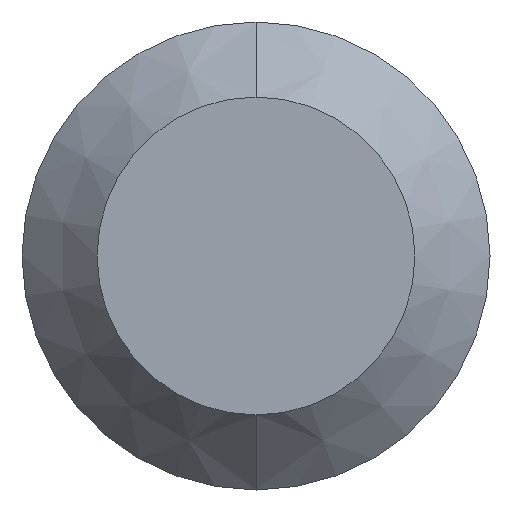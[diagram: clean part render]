
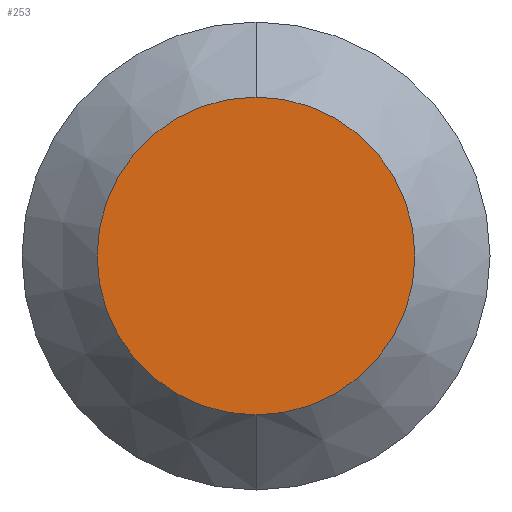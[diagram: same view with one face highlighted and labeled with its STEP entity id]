
A CAD part, front view. The second image highlights one B-rep face of the part: STEP entity #253.
In plain terms, the highlighted planar face has unit normal (0, -1, 0).
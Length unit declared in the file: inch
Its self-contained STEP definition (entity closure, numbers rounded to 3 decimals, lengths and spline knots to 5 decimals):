
#9 = CIRCLE ( 'NONE', #144, 0.04235 ) ;
#10 = ORIENTED_EDGE ( 'NONE', *, *, #190, .T. ) ;
#30 = CARTESIAN_POINT ( 'NONE',  ( 0., 0., 0. ) ) ;
#49 = CARTESIAN_POINT ( 'NONE',  ( 0., 0., -0.04235 ) ) ;
#62 = VERTEX_POINT ( 'NONE', #162 ) ;
#79 = DIRECTION ( 'NONE',  ( 0., 0., 1. ) ) ;
#85 = CIRCLE ( 'NONE', #97, 0.04235 ) ;
#97 = AXIS2_PLACEMENT_3D ( 'NONE', #30, #225, #79 ) ;
#104 = PLANE ( 'NONE',  #105 ) ;
#105 = AXIS2_PLACEMENT_3D ( 'NONE', #192, #212, #248 ) ;
#110 = CARTESIAN_POINT ( 'NONE',  ( 0., 0., 0. ) ) ;
#113 = VERTEX_POINT ( 'NONE', #49 ) ;
#133 = DIRECTION ( 'NONE',  ( 0., 0., 1. ) ) ;
#135 = ORIENTED_EDGE ( 'NONE', *, *, #256, .T. ) ;
#144 = AXIS2_PLACEMENT_3D ( 'NONE', #110, #197, #133 ) ;
#147 = FACE_OUTER_BOUND ( 'NONE', #259, .T. ) ;
#162 = CARTESIAN_POINT ( 'NONE',  ( 0., 0., 0.04235 ) ) ;
#190 = EDGE_CURVE ( 'NONE', #62, #113, #9, .T. ) ;
#192 = CARTESIAN_POINT ( 'NONE',  ( 0., 0., 0. ) ) ;
#197 = DIRECTION ( 'NONE',  ( 0., -1., 0. ) ) ;
#212 = DIRECTION ( 'NONE',  ( 0., 1., 0. ) ) ;
#225 = DIRECTION ( 'NONE',  ( 0., -1., 0. ) ) ;
#248 = DIRECTION ( 'NONE',  ( 0., 0., 1. ) ) ;
#253 = ADVANCED_FACE ( 'NONE', ( #147 ), #104, .F. ) ;
#256 = EDGE_CURVE ( 'NONE', #113, #62, #85, .T. ) ;
#259 = EDGE_LOOP ( 'NONE', ( #10, #135 ) ) ;
